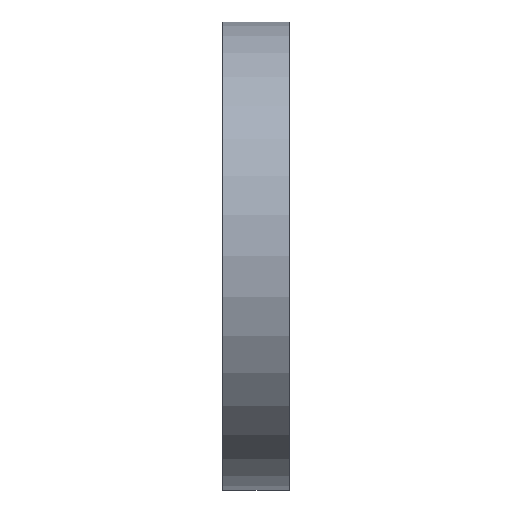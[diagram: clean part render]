
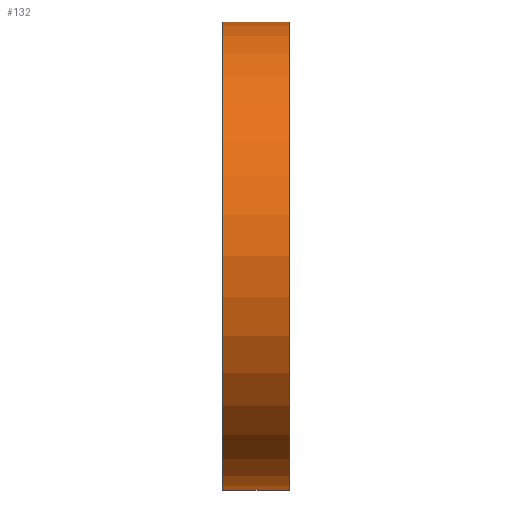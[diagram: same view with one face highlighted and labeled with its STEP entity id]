
A CAD part, front view. The second image highlights one B-rep face of the part: STEP entity #132.
In plain terms, the highlighted cylindrical face has radius 44.45 mm (diameter 88.9 mm), a partial arc.
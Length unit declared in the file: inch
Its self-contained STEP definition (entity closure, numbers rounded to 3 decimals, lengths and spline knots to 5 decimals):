
#50 = CARTESIAN_POINT ( 'NONE',  ( -2.83359, 0., 1.75 ) ) ;
#61 = DIRECTION ( 'NONE',  ( -1., 0., 0. ) ) ;
#101 = EDGE_CURVE ( 'NONE', #366, #798, #1196, .T. ) ;
#132 = ADVANCED_FACE ( 'NONE', ( #627 ), #542, .T. ) ;
#151 = CIRCLE ( 'NONE', #1069, 1.75 ) ;
#159 = DIRECTION ( 'NONE',  ( 1., 0., 0. ) ) ;
#188 = DIRECTION ( 'NONE',  ( 0., 0., -1. ) ) ;
#201 = ORIENTED_EDGE ( 'NONE', *, *, #101, .T. ) ;
#238 = CARTESIAN_POINT ( 'NONE',  ( 1.17126, 0., 1.75 ) ) ;
#268 = CARTESIAN_POINT ( 'NONE',  ( -2.83359, 0., -1.75 ) ) ;
#281 = DIRECTION ( 'NONE',  ( 1., 0., 0. ) ) ;
#338 = CARTESIAN_POINT ( 'NONE',  ( 2.67126, 0., 0. ) ) ;
#366 = VERTEX_POINT ( 'NONE', #911 ) ;
#506 = VERTEX_POINT ( 'NONE', #666 ) ;
#521 = DIRECTION ( 'NONE',  ( 0., 0., 1. ) ) ;
#542 = CYLINDRICAL_SURFACE ( 'NONE', #686, 1.75 ) ;
#548 = VECTOR ( 'NONE', #768, 39.37008 ) ;
#627 = FACE_OUTER_BOUND ( 'NONE', #1036, .T. ) ;
#666 = CARTESIAN_POINT ( 'NONE',  ( 1.17126, 0., -1.75 ) ) ;
#683 = LINE ( 'NONE', #268, #548 ) ;
#686 = AXIS2_PLACEMENT_3D ( 'NONE', #338, #61, #935 ) ;
#703 = AXIS2_PLACEMENT_3D ( 'NONE', #1241, #820, #521 ) ;
#729 = CARTESIAN_POINT ( 'NONE',  ( 1.67126, 0., 1.75 ) ) ;
#765 = ORIENTED_EDGE ( 'NONE', *, *, #1010, .T. ) ;
#768 = DIRECTION ( 'NONE',  ( 1., 0., 0. ) ) ;
#785 = VERTEX_POINT ( 'NONE', #238 ) ;
#798 = VERTEX_POINT ( 'NONE', #729 ) ;
#820 = DIRECTION ( 'NONE',  ( -1., 0., 0. ) ) ;
#840 = EDGE_CURVE ( 'NONE', #785, #798, #1054, .T. ) ;
#842 = ORIENTED_EDGE ( 'NONE', *, *, #840, .F. ) ;
#911 = CARTESIAN_POINT ( 'NONE',  ( 1.67126, 0., -1.75 ) ) ;
#935 = DIRECTION ( 'NONE',  ( 0., 0., 1. ) ) ;
#968 = EDGE_CURVE ( 'NONE', #506, #366, #683, .T. ) ;
#1010 = EDGE_CURVE ( 'NONE', #785, #506, #151, .T. ) ;
#1036 = EDGE_LOOP ( 'NONE', ( #1133, #201, #842, #765 ) ) ;
#1054 = LINE ( 'NONE', #50, #1231 ) ;
#1069 = AXIS2_PLACEMENT_3D ( 'NONE', #1184, #281, #188 ) ;
#1133 = ORIENTED_EDGE ( 'NONE', *, *, #968, .T. ) ;
#1184 = CARTESIAN_POINT ( 'NONE',  ( 1.17126, 0., 0. ) ) ;
#1196 = CIRCLE ( 'NONE', #703, 1.75 ) ;
#1231 = VECTOR ( 'NONE', #159, 39.37008 ) ;
#1241 = CARTESIAN_POINT ( 'NONE',  ( 1.67126, 0., 0. ) ) ;
